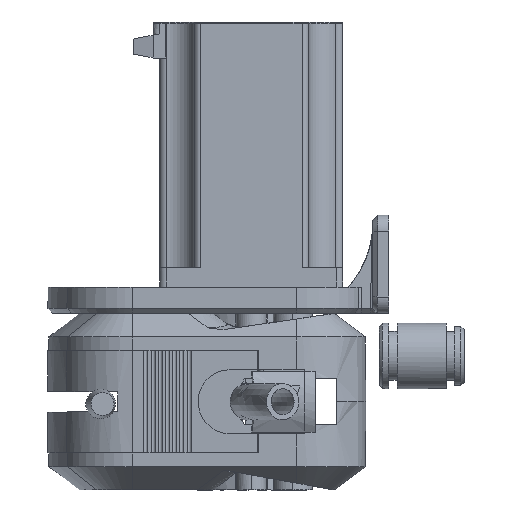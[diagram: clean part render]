
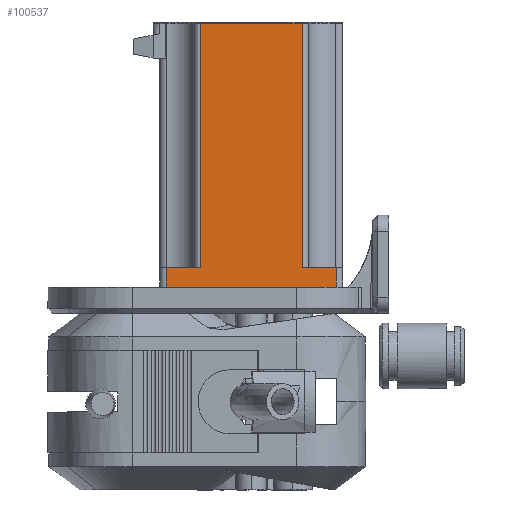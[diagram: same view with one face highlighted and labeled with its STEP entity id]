
A CAD part, left-side view. The second image highlights one B-rep face of the part: STEP entity #100537.
In plain terms, the highlighted free-form (B-spline) face has degree [1, 1] with [2, 2] control points.
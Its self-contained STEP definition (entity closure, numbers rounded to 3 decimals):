
#100537 = ADVANCED_FACE('',(#100538),#100596,.T.);
#100538 = FACE_BOUND('',#100539,.T.);
#100539 = EDGE_LOOP('',(#100540,#100549,#100556,#100563,#100570,#100577,
    #100584,#100591));
#100540 = ORIENTED_EDGE('',*,*,#100541,.T.);
#100541 = EDGE_CURVE('',#100542,#100544,#100546,.T.);
#100542 = VERTEX_POINT('',#100543);
#100543 = CARTESIAN_POINT('',(-162.187,-175.903,
    -57.537));
#100544 = VERTEX_POINT('',#100545);
#100545 = CARTESIAN_POINT('',(-162.187,-231.31,
    -57.537));
#100546 = B_SPLINE_CURVE_WITH_KNOTS('',1,(#100547,#100548),
  .UNSPECIFIED.,.F.,.F.,(2,2),(2.,54.),.PIECEWISE_BEZIER_KNOTS.);
#100547 = CARTESIAN_POINT('',(-162.187,-175.903,
    -57.537));
#100548 = CARTESIAN_POINT('',(-162.187,-231.31,
    -57.537));
#100549 = ORIENTED_EDGE('',*,*,#100550,.T.);
#100550 = EDGE_CURVE('',#100544,#100551,#100553,.T.);
#100551 = VERTEX_POINT('',#100552);
#100552 = CARTESIAN_POINT('',(-162.187,-231.31,
    -51.144));
#100553 = B_SPLINE_CURVE_WITH_KNOTS('',1,(#100554,#100555),
  .UNSPECIFIED.,.F.,.F.,(2,2),(0.,6.),.PIECEWISE_BEZIER_KNOTS.);
#100554 = CARTESIAN_POINT('',(-162.187,-231.31,
    -57.537));
#100555 = CARTESIAN_POINT('',(-162.187,-231.31,
    -51.144));
#100556 = ORIENTED_EDGE('',*,*,#100557,.F.);
#100557 = EDGE_CURVE('',#100558,#100551,#100560,.T.);
#100558 = VERTEX_POINT('',#100559);
#100559 = CARTESIAN_POINT('',(-162.187,-220.123,
    -51.144));
#100560 = B_SPLINE_CURVE_WITH_KNOTS('',1,(#100561,#100562),
  .UNSPECIFIED.,.F.,.F.,(2,2),(-2.499,8.),
  .PIECEWISE_BEZIER_KNOTS.);
#100561 = CARTESIAN_POINT('',(-162.187,-220.123,
    -51.144));
#100562 = CARTESIAN_POINT('',(-162.187,-231.31,
    -51.144));
#100563 = ORIENTED_EDGE('',*,*,#100564,.T.);
#100564 = EDGE_CURVE('',#100558,#100565,#100567,.T.);
#100565 = VERTEX_POINT('',#100566);
#100566 = CARTESIAN_POINT('',(-162.187,-220.123,
    28.343));
#100567 = B_SPLINE_CURVE_WITH_KNOTS('',1,(#100568,#100569),
  .UNSPECIFIED.,.F.,.F.,(2,2),(-45.,29.6),.PIECEWISE_BEZIER_KNOTS.);
#100568 = CARTESIAN_POINT('',(-162.187,-220.123,
    -51.144));
#100569 = CARTESIAN_POINT('',(-162.187,-220.123,
    28.343));
#100570 = ORIENTED_EDGE('',*,*,#100571,.T.);
#100571 = EDGE_CURVE('',#100565,#100572,#100574,.T.);
#100572 = VERTEX_POINT('',#100573);
#100573 = CARTESIAN_POINT('',(-162.187,-187.09,
    28.343));
#100574 = B_SPLINE_CURVE_WITH_KNOTS('',1,(#100575,#100576),
  .UNSPECIFIED.,.F.,.F.,(2,2),(-43.501,-12.499),
  .PIECEWISE_BEZIER_KNOTS.);
#100575 = CARTESIAN_POINT('',(-162.187,-220.123,
    28.343));
#100576 = CARTESIAN_POINT('',(-162.187,-187.09,
    28.343));
#100577 = ORIENTED_EDGE('',*,*,#100578,.T.);
#100578 = EDGE_CURVE('',#100572,#100579,#100581,.T.);
#100579 = VERTEX_POINT('',#100580);
#100580 = CARTESIAN_POINT('',(-162.187,-187.09,
    -51.144));
#100581 = B_SPLINE_CURVE_WITH_KNOTS('',1,(#100582,#100583),
  .UNSPECIFIED.,.F.,.F.,(2,2),(-80.6,-6.),.PIECEWISE_BEZIER_KNOTS.);
#100582 = CARTESIAN_POINT('',(-162.187,-187.09,
    28.343));
#100583 = CARTESIAN_POINT('',(-162.187,-187.09,
    -51.144));
#100584 = ORIENTED_EDGE('',*,*,#100585,.T.);
#100585 = EDGE_CURVE('',#100579,#100586,#100588,.T.);
#100586 = VERTEX_POINT('',#100587);
#100587 = CARTESIAN_POINT('',(-162.187,-175.903,
    -51.144));
#100588 = B_SPLINE_CURVE_WITH_KNOTS('',1,(#100589,#100590),
  .UNSPECIFIED.,.F.,.F.,(2,2),(-2.499,8.),
  .PIECEWISE_BEZIER_KNOTS.);
#100589 = CARTESIAN_POINT('',(-162.187,-187.09,
    -51.144));
#100590 = CARTESIAN_POINT('',(-162.187,-175.903,
    -51.144));
#100591 = ORIENTED_EDGE('',*,*,#100592,.T.);
#100592 = EDGE_CURVE('',#100586,#100542,#100593,.T.);
#100593 = B_SPLINE_CURVE_WITH_KNOTS('',1,(#100594,#100595),
  .UNSPECIFIED.,.F.,.F.,(2,2),(-6.,0.),.PIECEWISE_BEZIER_KNOTS.);
#100594 = CARTESIAN_POINT('',(-162.187,-175.903,
    -51.144));
#100595 = CARTESIAN_POINT('',(-162.187,-175.903,
    -57.537));
#100596 = B_SPLINE_SURFACE_WITH_KNOTS('',1,1,(
    (#100597,#100598)
    ,(#100599,#100600
  )),.UNSPECIFIED.,.F.,.F.,.F.,(2,2),(2,2),(-80.6,0.),(2.,54.),
  .PIECEWISE_BEZIER_KNOTS.);
#100597 = CARTESIAN_POINT('',(-162.187,-175.903,
    28.343));
#100598 = CARTESIAN_POINT('',(-162.187,-231.31,
    28.343));
#100599 = CARTESIAN_POINT('',(-162.187,-175.903,
    -57.537));
#100600 = CARTESIAN_POINT('',(-162.187,-231.31,
    -57.537));
